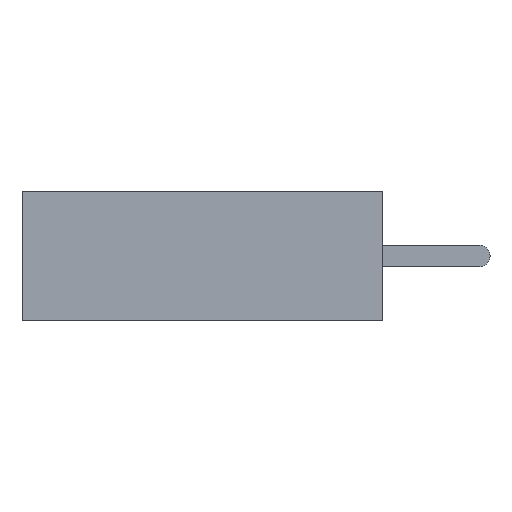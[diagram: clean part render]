
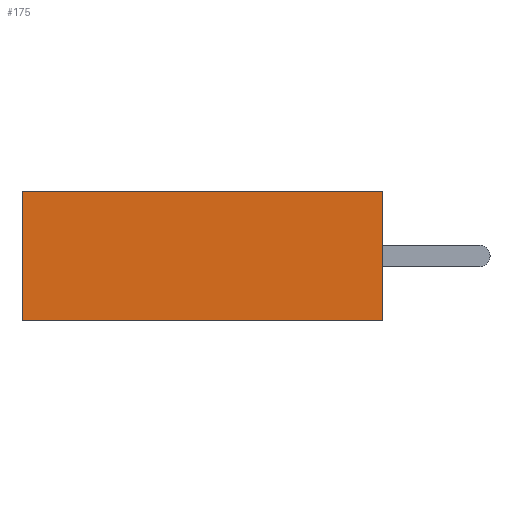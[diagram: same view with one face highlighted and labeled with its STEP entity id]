
A CAD part, left-side view. The second image highlights one B-rep face of the part: STEP entity #175.
In plain terms, the highlighted planar face has unit normal (-1, 0, 0).
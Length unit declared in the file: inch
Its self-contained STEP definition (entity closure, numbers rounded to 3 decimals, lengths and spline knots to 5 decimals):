
#175 = ADVANCED_FACE( '', ( #291 ), #292, .F. );
#291 = FACE_OUTER_BOUND( '', #514, .T. );
#292 = PLANE( '', #515 );
#514 = EDGE_LOOP( '', ( #806, #807, #808, #809 ) );
#515 = AXIS2_PLACEMENT_3D( '', #810, #811, #812 );
#806 = ORIENTED_EDGE( '', *, *, #1704, .T. );
#807 = ORIENTED_EDGE( '', *, *, #1692, .F. );
#808 = ORIENTED_EDGE( '', *, *, #1705, .F. );
#809 = ORIENTED_EDGE( '', *, *, #1672, .T. );
#810 = CARTESIAN_POINT( '', ( -0.0795, 0.335, -0.06 ) );
#811 = DIRECTION( '', ( 1., 0., 0. ) );
#812 = DIRECTION( '', ( 0., 0., -1. ) );
#1672 = EDGE_CURVE( '', #1994, #1992, #1995, .T. );
#1692 = EDGE_CURVE( '', #2032, #2034, #2035, .T. );
#1704 = EDGE_CURVE( '', #1992, #2034, #2054, .T. );
#1705 = EDGE_CURVE( '', #1994, #2032, #2055, .T. );
#1992 = VERTEX_POINT( '', #2504 );
#1994 = VERTEX_POINT( '', #2507 );
#1995 = LINE( '', #2508, #2509 );
#2032 = VERTEX_POINT( '', #2559 );
#2034 = VERTEX_POINT( '', #2562 );
#2035 = LINE( '', #2563, #2564 );
#2054 = LINE( '', #2592, #2593 );
#2055 = LINE( '', #2594, #2595 );
#2504 = CARTESIAN_POINT( '', ( -0.0795, 0., -0.06 ) );
#2507 = CARTESIAN_POINT( '', ( -0.0795, 0.335, -0.06 ) );
#2508 = CARTESIAN_POINT( '', ( -0.0795, 0.335, -0.06 ) );
#2509 = VECTOR( '', #3248, 39.37008 );
#2559 = CARTESIAN_POINT( '', ( -0.0795, 0.335, 0.06 ) );
#2562 = CARTESIAN_POINT( '', ( -0.0795, 0., 0.06 ) );
#2563 = CARTESIAN_POINT( '', ( -0.0795, 0.335, 0.06 ) );
#2564 = VECTOR( '', #3278, 39.37008 );
#2592 = CARTESIAN_POINT( '', ( -0.0795, 0., -0.06 ) );
#2593 = VECTOR( '', #3294, 39.37008 );
#2594 = CARTESIAN_POINT( '', ( -0.0795, 0.335, -0.06 ) );
#2595 = VECTOR( '', #3295, 39.37008 );
#3248 = DIRECTION( '', ( 0., -1., 0. ) );
#3278 = DIRECTION( '', ( 0., -1., 0. ) );
#3294 = DIRECTION( '', ( 0., 0., 1. ) );
#3295 = DIRECTION( '', ( 0., 0., 1. ) );
